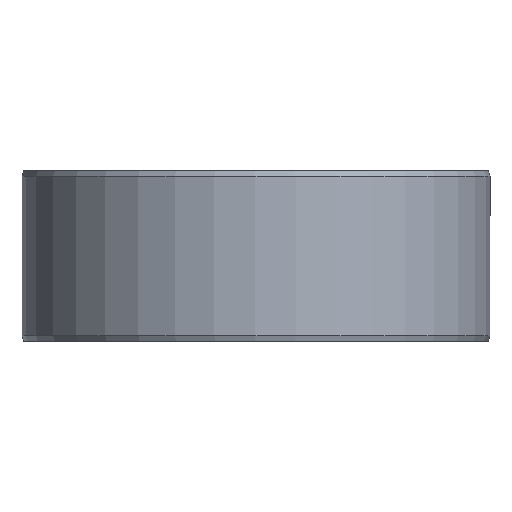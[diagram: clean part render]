
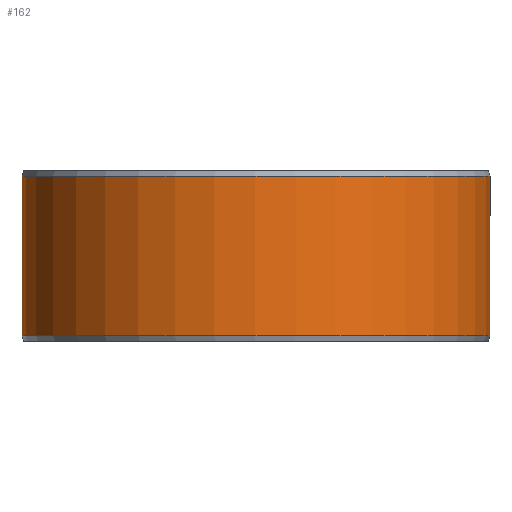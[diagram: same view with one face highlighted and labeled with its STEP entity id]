
A CAD part, front view. The second image highlights one B-rep face of the part: STEP entity #162.
In plain terms, the highlighted cylindrical face has radius 82.5 mm (diameter 165 mm), a partial arc.
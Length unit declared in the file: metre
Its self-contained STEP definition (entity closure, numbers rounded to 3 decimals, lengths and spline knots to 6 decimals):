
#162=ADVANCED_FACE('',(#185,#186),#187,.T.);
#185=FACE_OUTER_BOUND('',#211,.T.);
#186=FACE_BOUND('',#212,.T.);
#187=CYLINDRICAL_SURFACE('',#213,0.0825);
#211=EDGE_LOOP('',(#289,#290,#291,#292));
#212=EDGE_LOOP('',(#293));
#213=AXIS2_PLACEMENT_3D('',#294,#295,#296);
#289=ORIENTED_EDGE('',*,*,#314,.T.);
#290=ORIENTED_EDGE('',*,*,#323,.F.);
#291=ORIENTED_EDGE('',*,*,#309,.F.);
#292=ORIENTED_EDGE('',*,*,#324,.T.);
#293=ORIENTED_EDGE('',*,*,#327,.T.);
#294=CARTESIAN_POINT('',(0.,0.,0.0));
#295=DIRECTION('',(0.,0.0,-1.0));
#296=DIRECTION('',(-1.0,0.0,0.));
#309=EDGE_CURVE('',#341,#342,#343,.T.);
#314=EDGE_CURVE('',#351,#349,#352,.T.);
#323=EDGE_CURVE('',#342,#349,#365,.T.);
#324=EDGE_CURVE('',#341,#351,#366,.T.);
#327=EDGE_CURVE('',#370,#370,#371,.T.);
#341=VERTEX_POINT('',#389);
#342=VERTEX_POINT('',#390);
#343=CIRCLE('',#391,0.0825);
#349=VERTEX_POINT('',#399);
#351=VERTEX_POINT('',#402);
#352=CIRCLE('',#403,0.0825);
#365=LINE('',#422,#423);
#366=LINE('',#424,#425);
#370=VERTEX_POINT('',#501);
#371=B_SPLINE_CURVE_WITH_KNOTS('',3,(#502,#503,#504,#505,#506,#507,#508,#509,#510,#511,#512,#513,#514,#515,#516,#517,#518,#519,#520,#521,#522,#523,#524,#525,#526,#527,#528,#529,#530,#531,#532,#533,#534,#535,#536,#537,#538,#539,#540,#541,#542,#543,#544,#545,#546,#547,#548,#549,#550,#551,#552,#553,#554,#555,#556,#557,#558,#559,#560,#561,#562,#563,#564,#565,#566,#567,#568,#569,#570,#571,#572,#573),.UNSPECIFIED.,.T.,.F.,(2,2,2,2,2,2,2,2,2,2,2,2,2,2,2,2,2,2,2,2,2,2,2,2,2,2,2,2,2,2,2,2,2,2,2,2,2,2),(-0.000977,0.0,0.000977,0.001466,0.001954,0.002931,0.003909,0.004886,0.005863,0.00684,0.007817,0.008794,0.009771,0.010748,0.011726,0.012703,0.013191,0.01368,0.014657,0.015634,0.016611,0.017588,0.018565,0.019543,0.02052,0.021497,0.022474,0.023451,0.024428,0.024917,0.025405,0.026382,0.02736,0.028337,0.029314,0.030291,0.031268,0.032245),.UNSPECIFIED.);
#389=CARTESIAN_POINT('',(0.00144,0.082487,0.0018));
#390=CARTESIAN_POINT('',(0.,0.0825,0.0018));
#391=AXIS2_PLACEMENT_3D('',#587,#588,#589);
#399=CARTESIAN_POINT('',(0.,0.0825,0.0582));
#402=CARTESIAN_POINT('',(0.00144,0.082487,0.0582));
#403=AXIS2_PLACEMENT_3D('',#596,#597,#598);
#422=CARTESIAN_POINT('',(0.,0.0825,0.0018));
#423=VECTOR('',#611,1.0);
#424=CARTESIAN_POINT('',(0.00144,0.082487,0.0018));
#425=VECTOR('',#612,1.0);
#501=CARTESIAN_POINT('',(0.068011,-0.046698,0.03));
#502=CARTESIAN_POINT('',(0.068011,-0.046698,0.02967));
#503=CARTESIAN_POINT('',(0.068011,-0.046698,0.03033));
#504=CARTESIAN_POINT('',(0.06803,-0.046672,0.030655));
#505=CARTESIAN_POINT('',(0.068083,-0.046593,0.031135));
#506=CARTESIAN_POINT('',(0.068106,-0.04656,0.031293));
#507=CARTESIAN_POINT('',(0.06816,-0.046481,0.031607));
#508=CARTESIAN_POINT('',(0.068191,-0.046435,0.031763));
#509=CARTESIAN_POINT('',(0.068297,-0.046279,0.032217));
#510=CARTESIAN_POINT('',(0.068383,-0.046152,0.032505));
#511=CARTESIAN_POINT('',(0.068586,-0.04585,0.033048));
#512=CARTESIAN_POINT('',(0.068703,-0.045674,0.033305));
#513=CARTESIAN_POINT('',(0.068958,-0.045289,0.033766));
#514=CARTESIAN_POINT('',(0.069096,-0.045079,0.033973));
#515=CARTESIAN_POINT('',(0.069393,-0.04462,0.034339));
#516=CARTESIAN_POINT('',(0.06955,-0.044375,0.034494));
#517=CARTESIAN_POINT('',(0.069872,-0.043866,0.034744));
#518=CARTESIAN_POINT('',(0.070039,-0.043599,0.03484));
#519=CARTESIAN_POINT('',(0.070378,-0.04305,0.034968));
#520=CARTESIAN_POINT('',(0.070547,-0.042773,0.035));
#521=CARTESIAN_POINT('',(0.070883,-0.042213,0.035));
#522=CARTESIAN_POINT('',(0.071052,-0.041928,0.034968));
#523=CARTESIAN_POINT('',(0.071376,-0.041375,0.03484));
#524=CARTESIAN_POINT('',(0.071531,-0.041105,0.034746));
#525=CARTESIAN_POINT('',(0.071831,-0.040579,0.034495));
#526=CARTESIAN_POINT('',(0.071975,-0.040323,0.034339));
#527=CARTESIAN_POINT('',(0.072238,-0.039849,0.033977));
#528=CARTESIAN_POINT('',(0.07236,-0.039628,0.03377));
#529=CARTESIAN_POINT('',(0.072583,-0.039217,0.033304));
#530=CARTESIAN_POINT('',(0.072681,-0.039035,0.033051));
#531=CARTESIAN_POINT('',(0.07281,-0.038795,0.032645));
#532=CARTESIAN_POINT('',(0.072849,-0.03872,0.032505));
#533=CARTESIAN_POINT('',(0.072922,-0.038583,0.032216));
#534=CARTESIAN_POINT('',(0.072955,-0.038521,0.032066));
#535=CARTESIAN_POINT('',(0.073043,-0.038354,0.031612));
#536=CARTESIAN_POINT('',(0.073087,-0.03827,0.0313));
#537=CARTESIAN_POINT('',(0.073146,-0.038156,0.03066));
#538=CARTESIAN_POINT('',(0.073161,-0.038127,0.030328));
#539=CARTESIAN_POINT('',(0.073162,-0.038127,0.029675));
#540=CARTESIAN_POINT('',(0.073147,-0.038155,0.029351));
#541=CARTESIAN_POINT('',(0.073088,-0.038268,0.028706));
#542=CARTESIAN_POINT('',(0.073043,-0.038353,0.02839));
#543=CARTESIAN_POINT('',(0.072927,-0.038574,0.027788));
#544=CARTESIAN_POINT('',(0.072855,-0.03871,0.027498));
#545=CARTESIAN_POINT('',(0.072682,-0.039033,0.026951));
#546=CARTESIAN_POINT('',(0.072584,-0.039216,0.026699));
#547=CARTESIAN_POINT('',(0.072364,-0.039621,0.026237));
#548=CARTESIAN_POINT('',(0.07224,-0.039846,0.026026));
#549=CARTESIAN_POINT('',(0.071976,-0.040321,0.025662));
#550=CARTESIAN_POINT('',(0.071835,-0.040572,0.025509));
#551=CARTESIAN_POINT('',(0.071536,-0.041097,0.025257));
#552=CARTESIAN_POINT('',(0.071377,-0.041372,0.025161));
#553=CARTESIAN_POINT('',(0.071054,-0.041924,0.025033));
#554=CARTESIAN_POINT('',(0.070889,-0.042204,0.025));
#555=CARTESIAN_POINT('',(0.070549,-0.042769,0.025));
#556=CARTESIAN_POINT('',(0.070379,-0.043048,0.025032));
#557=CARTESIAN_POINT('',(0.070128,-0.043456,0.025127));
#558=CARTESIAN_POINT('',(0.070044,-0.04359,0.025166));
#559=CARTESIAN_POINT('',(0.069878,-0.043856,0.025261));
#560=CARTESIAN_POINT('',(0.069794,-0.043989,0.025317));
#561=CARTESIAN_POINT('',(0.069551,-0.044373,0.025505));
#562=CARTESIAN_POINT('',(0.069396,-0.044615,0.025658));
#563=CARTESIAN_POINT('',(0.069101,-0.045071,0.02602));
#564=CARTESIAN_POINT('',(0.068959,-0.045287,0.026231));
#565=CARTESIAN_POINT('',(0.068705,-0.045673,0.026692));
#566=CARTESIAN_POINT('',(0.068589,-0.045845,0.026944));
#567=CARTESIAN_POINT('',(0.068385,-0.046149,0.027489));
#568=CARTESIAN_POINT('',(0.068298,-0.046278,0.027781));
#569=CARTESIAN_POINT('',(0.068157,-0.046485,0.028382));
#570=CARTESIAN_POINT('',(0.068103,-0.046565,0.028696));
#571=CARTESIAN_POINT('',(0.06803,-0.046672,0.029343));
#572=CARTESIAN_POINT('',(0.068011,-0.046698,0.02967));
#573=CARTESIAN_POINT('',(0.068011,-0.046698,0.03033));
#587=CARTESIAN_POINT('',(0.,0.,0.0018));
#588=DIRECTION('',(0.,0.0,-1.0));
#589=DIRECTION('',(-1.0,0.0,0.));
#596=CARTESIAN_POINT('',(0.,0.,0.0582));
#597=DIRECTION('',(0.,0.0,-1.0));
#598=DIRECTION('',(-1.0,0.0,0.));
#611=DIRECTION('',(0.,0.0,1.0));
#612=DIRECTION('',(0.,0.,1.0));
